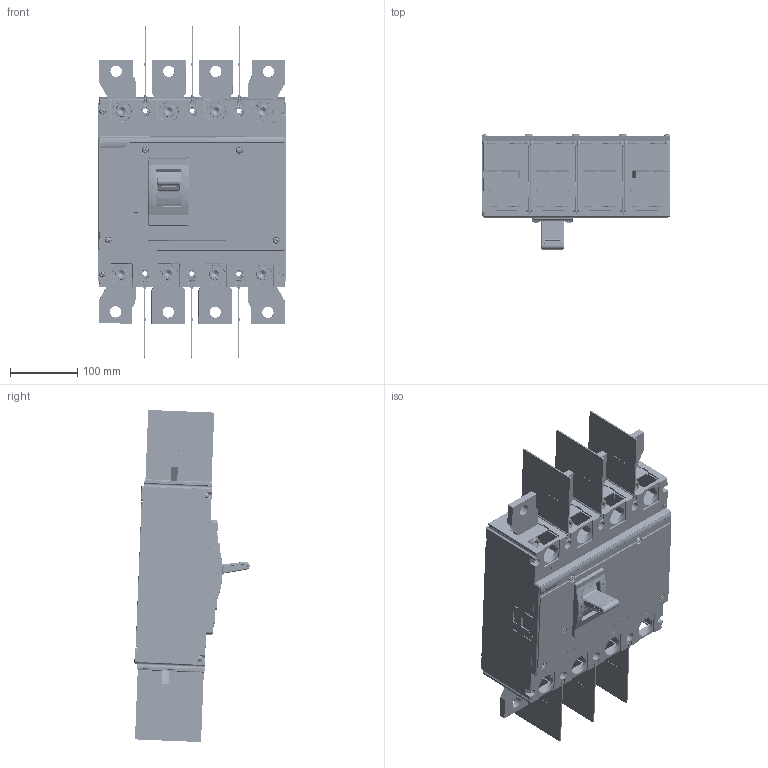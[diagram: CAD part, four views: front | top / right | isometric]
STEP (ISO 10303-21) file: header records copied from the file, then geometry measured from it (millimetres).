
FILE_DESCRIPTION(/* description */ (''),/* implementation_level */ '2;1');
FILE_NAME(/* name */ '123.stp',/* time_stamp */ '2019-10-25T14:19:34+08:00',/* author */ (''),/* organization */ (''),/* preprocessor_version */ 'ST-DEVELOPER v11',/* originating_system */ 'SIEMENS PLM Software NX 7.5',/* authorisation */ '');
FILE_SCHEMA (('AUTOMOTIVE_DESIGN { 1 0 10303 214 1 1 1 1 }'));
Products named in the file (1): 123
Bounding box: 280.66 x 171.79 x 494.76 mm (x, y, z)
Volume: 3378365.4 mm3; surface area: 1488979.7 mm2
Topology: 107 solids, 107 shells, 7342 faces, 19555 edges, 12688 vertices
Faces by surface type: plane 4817, cylinder 1596, extrusion 298, torus 222, cone 188, bspline 154, sphere 67
Entity records: 240516 total; most frequent: CARTESIAN_POINT 56109, ORIENTED_EDGE 39072, DIRECTION 36450, EDGE_CURVE 19536, VECTOR 14152, LINE 13854, VERTEX_POINT 12688, AXIS2_PLACEMENT_3D 11149
